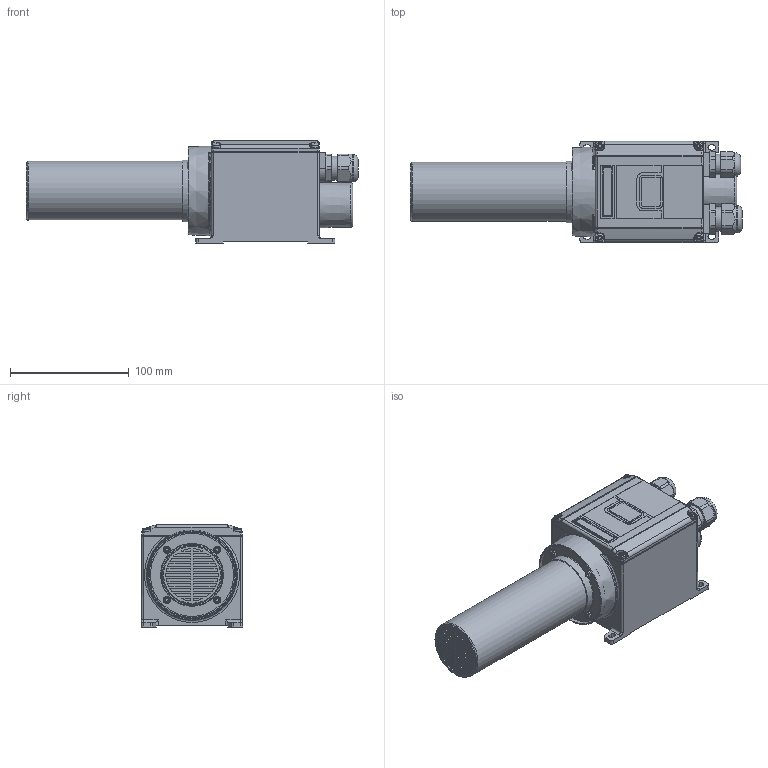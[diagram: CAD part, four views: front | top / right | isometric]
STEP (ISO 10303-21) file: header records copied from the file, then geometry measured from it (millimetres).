
FILE_DESCRIPTION( ( 'Unknown' ), '1' );
FILE_NAME( 'LHS CLASSIC 41L.stp', 'Unknown', ( 'Unknown' ), ( 'Unknown' ), 'PSStep 10.0', 'Unknown', ' ' );
FILE_SCHEMA( ( 'AUTOMOTIVE_DESIGN { 1 0 10303 214 1 1 1 1 }' ) );
Length unit declared in the file: millimetre
Products named in the file (1): LHS41LCLASSIC_SW0001
Bounding box: 279.7 x 85.53 x 86 mm (x, y, z)
Volume: 1036709.2 mm3; surface area: 91481.3 mm2
Topology: 1 solids, 1 shells, 704 faces, 1847 edges, 1203 vertices
Faces by surface type: cylinder 333, plane 292, torus 45, bspline 23, cone 11
Full cylindrical faces by diameter (mm): 5.5 x4, 6.1 x8, 10 x1, 13.5 x1, 17.5 x1, 20.6 x1, 23 x1, 30.291 x1, 48.5 x1, 50 x1, 52 x1, 70 x1, 72 x1
Entity records: 30523 total; most frequent: CARTESIAN_POINT 7344, DIRECTION 3784, ORIENTED_EDGE 3586, EDGE_CURVE 1793, AXIS2_PLACEMENT_3D 1436, VERTEX_POINT 1192, LINE 912, VECTOR 912
